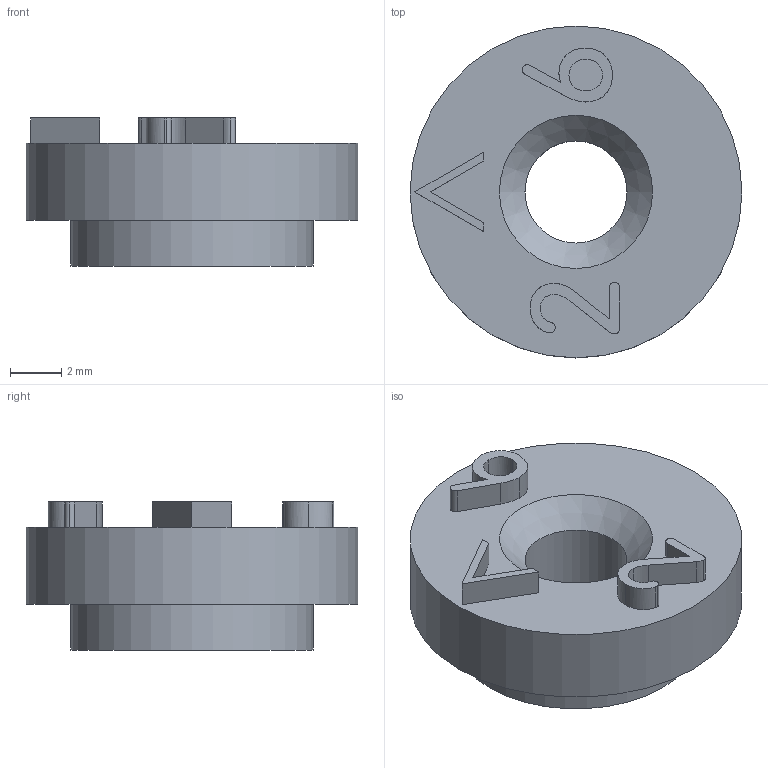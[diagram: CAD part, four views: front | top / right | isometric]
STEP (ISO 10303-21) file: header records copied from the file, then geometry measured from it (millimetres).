
FILE_DESCRIPTION(/* description */ (''),/* implementation_level */ '2;1');
FILE_NAME(/* name */ 'Dati-4000_F$20$Jahr.stp',/* time_stamp */ '2025-08-28T18:42:10+02:00',/* author */ ('olafg'),/* organization */ (''),/* preprocessor_version */ 'ST-DEVELOPER v20',/* originating_system */ 'Autodesk Inventor 2024',/* authorisation */ '');
FILE_SCHEMA (('AUTOMOTIVE_DESIGN { 1 0 10303 214 3 1 1 }'));
Length unit declared in the file: millimetre
Products named in the file (1): 4020-05-00
Bounding box: 13 x 13 x 5.8 mm (x, y, z)
Volume: 465.6 mm3; surface area: 511 mm2
Topology: 1 solids, 1 shells, 50 faces, 128 edges, 85 vertices
Faces by surface type: bspline 25, plane 21, cylinder 3, cone 1
Full cylindrical faces by diameter (mm): 4 x1, 9.5 x1, 13 x1
Entity records: 1704 total; most frequent: CARTESIAN_POINT 605, ORIENTED_EDGE 256, DIRECTION 137, EDGE_CURVE 128, VERTEX_POINT 85, LINE 71, VECTOR 71, EDGE_LOOP 57
